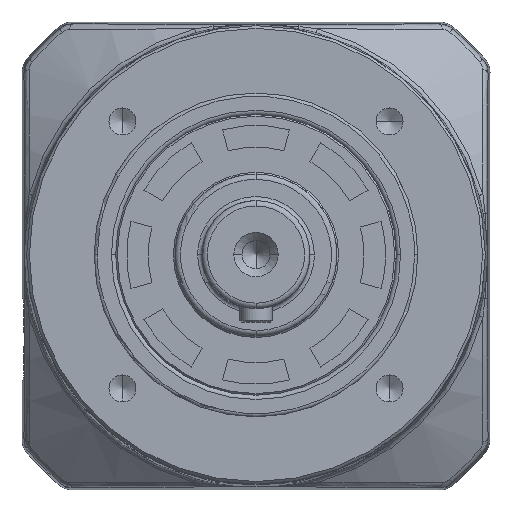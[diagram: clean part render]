
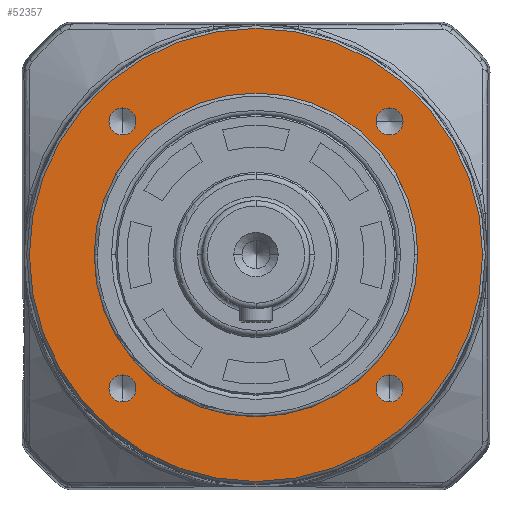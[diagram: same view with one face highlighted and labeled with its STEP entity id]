
A CAD part, top view. The second image highlights one B-rep face of the part: STEP entity #52357.
In plain terms, the highlighted planar face has unit normal (0, 0, 1).
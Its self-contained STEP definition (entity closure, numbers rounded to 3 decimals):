
#161 = VERTEX_POINT ( 'NONE', #15181 ) ;
#1967 = CIRCLE ( 'NONE', #49296, 2.5 ) ;
#2294 = FACE_BOUND ( 'NONE', #8590, .T. ) ;
#2530 = VERTEX_POINT ( 'NONE', #8389 ) ;
#3134 = AXIS2_PLACEMENT_3D ( 'NONE', #3274, #32639, #7506 ) ;
#3274 = CARTESIAN_POINT ( 'NONE',  ( 0., 0., 41.5 ) ) ;
#3356 = DIRECTION ( 'NONE',  ( -1., 0., 0. ) ) ;
#3512 = DIRECTION ( 'NONE',  ( 1., 0., 0. ) ) ;
#3619 = DIRECTION ( 'NONE',  ( 0., 0., -1. ) ) ;
#3796 = CARTESIAN_POINT ( 'NONE',  ( 24.749, 24.749, 41.5 ) ) ;
#4359 = ORIENTED_EDGE ( 'NONE', *, *, #41875, .T. ) ;
#4592 = CARTESIAN_POINT ( 'NONE',  ( 22.249, -24.749, 41.5 ) ) ;
#4782 = ORIENTED_EDGE ( 'NONE', *, *, #14979, .T. ) ;
#4979 = CARTESIAN_POINT ( 'NONE',  ( -30., 0., 41.5 ) ) ;
#5005 = CARTESIAN_POINT ( 'NONE',  ( -22.249, -24.749, 41.5 ) ) ;
#5263 = CARTESIAN_POINT ( 'NONE',  ( 42., 0., 41.5 ) ) ;
#6313 = EDGE_CURVE ( 'NONE', #2530, #8069, #35371, .T. ) ;
#6916 = ORIENTED_EDGE ( 'NONE', *, *, #54048, .F. ) ;
#7506 = DIRECTION ( 'NONE',  ( -1., 0., 0. ) ) ;
#7676 = CIRCLE ( 'NONE', #49616, 30. ) ;
#8069 = VERTEX_POINT ( 'NONE', #5005 ) ;
#8389 = CARTESIAN_POINT ( 'NONE',  ( -27.249, -24.749, 41.5 ) ) ;
#8569 = EDGE_CURVE ( 'NONE', #15051, #32194, #45119, .T. ) ;
#8590 = EDGE_LOOP ( 'NONE', ( #35936, #16901 ) ) ;
#9262 = EDGE_CURVE ( 'NONE', #26125, #11223, #41819, .T. ) ;
#9691 = ORIENTED_EDGE ( 'NONE', *, *, #50064, .T. ) ;
#11223 = VERTEX_POINT ( 'NONE', #4592 ) ;
#11392 = AXIS2_PLACEMENT_3D ( 'NONE', #15502, #15458, #15448 ) ;
#11862 = CIRCLE ( 'NONE', #54011, 2.5 ) ;
#12047 = DIRECTION ( 'NONE',  ( 0., 0., 1. ) ) ;
#12139 = FACE_BOUND ( 'NONE', #37376, .T. ) ;
#12199 = AXIS2_PLACEMENT_3D ( 'NONE', #24548, #12047, #41327 ) ;
#12458 = DIRECTION ( 'NONE',  ( 1., 0., 0. ) ) ;
#12471 = DIRECTION ( 'NONE',  ( 0., 0., -1. ) ) ;
#12521 = CARTESIAN_POINT ( 'NONE',  ( -24.749, -24.749, 41.5 ) ) ;
#13092 = EDGE_CURVE ( 'NONE', #161, #31852, #1967, .T. ) ;
#14636 = ORIENTED_EDGE ( 'NONE', *, *, #9262, .T. ) ;
#14979 = EDGE_CURVE ( 'NONE', #31852, #161, #36675, .T. ) ;
#15051 = VERTEX_POINT ( 'NONE', #44026 ) ;
#15130 = DIRECTION ( 'NONE',  ( 1., 0., 0. ) ) ;
#15180 = DIRECTION ( 'NONE',  ( 0., 0., -1. ) ) ;
#15181 = CARTESIAN_POINT ( 'NONE',  ( 22.249, 24.749, 41.5 ) ) ;
#15194 = CARTESIAN_POINT ( 'NONE',  ( -24.749, -24.749, 41.5 ) ) ;
#15246 = DIRECTION ( 'NONE',  ( 0., 0., -1. ) ) ;
#15448 = DIRECTION ( 'NONE',  ( 1., 0., 0. ) ) ;
#15458 = DIRECTION ( 'NONE',  ( 0., 0., -1. ) ) ;
#15465 = DIRECTION ( 'NONE',  ( 0., 0., -1. ) ) ;
#15502 = CARTESIAN_POINT ( 'NONE',  ( 24.749, -24.749, 41.5 ) ) ;
#15726 = EDGE_LOOP ( 'NONE', ( #9691, #19211 ) ) ;
#16901 = ORIENTED_EDGE ( 'NONE', *, *, #6313, .T. ) ;
#16982 = CARTESIAN_POINT ( 'NONE',  ( 30., 0., 41.5 ) ) ;
#18090 = DIRECTION ( 'NONE',  ( 0., 0., -1. ) ) ;
#18328 = AXIS2_PLACEMENT_3D ( 'NONE', #15194, #15180, #15130 ) ;
#19071 = EDGE_CURVE ( 'NONE', #8069, #2530, #35141, .T. ) ;
#19211 = ORIENTED_EDGE ( 'NONE', *, *, #8569, .T. ) ;
#19357 = CIRCLE ( 'NONE', #3134, 42. ) ;
#21304 = VERTEX_POINT ( 'NONE', #4979 ) ;
#22192 = VERTEX_POINT ( 'NONE', #16982 ) ;
#22431 = VERTEX_POINT ( 'NONE', #5263 ) ;
#22478 = AXIS2_PLACEMENT_3D ( 'NONE', #45514, #45467, #45455 ) ;
#23318 = FACE_OUTER_BOUND ( 'NONE', #29254, .T. ) ;
#24548 = CARTESIAN_POINT ( 'NONE',  ( 0., 0., 41.5 ) ) ;
#25025 = DIRECTION ( 'NONE',  ( 0., 0., -1. ) ) ;
#26125 = VERTEX_POINT ( 'NONE', #38609 ) ;
#27268 = CIRCLE ( 'NONE', #41301, 2.5 ) ;
#28115 = AXIS2_PLACEMENT_3D ( 'NONE', #53342, #28502, #3356 ) ;
#28502 = DIRECTION ( 'NONE',  ( 0., 0., -1. ) ) ;
#29254 = EDGE_LOOP ( 'NONE', ( #38458, #6916 ) ) ;
#29571 = AXIS2_PLACEMENT_3D ( 'NONE', #12521, #12471, #12458 ) ;
#29818 = CIRCLE ( 'NONE', #28115, 42. ) ;
#29994 = CARTESIAN_POINT ( 'NONE',  ( 27.249, 24.749, 41.5 ) ) ;
#31852 = VERTEX_POINT ( 'NONE', #29994 ) ;
#32194 = VERTEX_POINT ( 'NONE', #36335 ) ;
#32573 = CIRCLE ( 'NONE', #49300, 30. ) ;
#32639 = DIRECTION ( 'NONE',  ( 0., 0., -1. ) ) ;
#32951 = VERTEX_POINT ( 'NONE', #36206 ) ;
#34474 = FACE_BOUND ( 'NONE', #52912, .T. ) ;
#34718 = ORIENTED_EDGE ( 'NONE', *, *, #13092, .T. ) ;
#35141 = CIRCLE ( 'NONE', #18328, 2.5 ) ;
#35371 = CIRCLE ( 'NONE', #29571, 2.5 ) ;
#35936 = ORIENTED_EDGE ( 'NONE', *, *, #19071, .T. ) ;
#36206 = CARTESIAN_POINT ( 'NONE',  ( -42., 0., 41.5 ) ) ;
#36335 = CARTESIAN_POINT ( 'NONE',  ( -22.249, 24.749, 41.5 ) ) ;
#36675 = CIRCLE ( 'NONE', #22478, 2.5 ) ;
#37013 = AXIS2_PLACEMENT_3D ( 'NONE', #48159, #48104, #48093 ) ;
#37376 = EDGE_LOOP ( 'NONE', ( #4359, #40537 ) ) ;
#38458 = ORIENTED_EDGE ( 'NONE', *, *, #44975, .F. ) ;
#38609 = CARTESIAN_POINT ( 'NONE',  ( 27.249, -24.749, 41.5 ) ) ;
#40366 = CARTESIAN_POINT ( 'NONE',  ( 0., 0., 41.5 ) ) ;
#40537 = ORIENTED_EDGE ( 'NONE', *, *, #42752, .T. ) ;
#40563 = CARTESIAN_POINT ( 'NONE',  ( 0., 0., 41.5 ) ) ;
#41151 = PLANE ( 'NONE',  #12199 ) ;
#41301 = AXIS2_PLACEMENT_3D ( 'NONE', #43126, #18090, #47303 ) ;
#41327 = DIRECTION ( 'NONE',  ( 1., 0., 0. ) ) ;
#41819 = CIRCLE ( 'NONE', #11392, 2.5 ) ;
#41875 = EDGE_CURVE ( 'NONE', #22192, #21304, #7676, .T. ) ;
#42752 = EDGE_CURVE ( 'NONE', #21304, #22192, #32573, .T. ) ;
#43126 = CARTESIAN_POINT ( 'NONE',  ( 24.749, -24.749, 41.5 ) ) ;
#43918 = EDGE_LOOP ( 'NONE', ( #14636, #54188 ) ) ;
#44026 = CARTESIAN_POINT ( 'NONE',  ( -27.249, 24.749, 41.5 ) ) ;
#44560 = DIRECTION ( 'NONE',  ( 1., 0., 0. ) ) ;
#44762 = DIRECTION ( 'NONE',  ( 1., 0., 0. ) ) ;
#44975 = EDGE_CURVE ( 'NONE', #32951, #22431, #29818, .T. ) ;
#45119 = CIRCLE ( 'NONE', #37013, 2.5 ) ;
#45455 = DIRECTION ( 'NONE',  ( 1., 0., 0. ) ) ;
#45467 = DIRECTION ( 'NONE',  ( 0., 0., -1. ) ) ;
#45506 = FACE_BOUND ( 'NONE', #15726, .T. ) ;
#45514 = CARTESIAN_POINT ( 'NONE',  ( 24.749, 24.749, 41.5 ) ) ;
#47303 = DIRECTION ( 'NONE',  ( 1., 0., 0. ) ) ;
#48075 = FACE_BOUND ( 'NONE', #43918, .T. ) ;
#48093 = DIRECTION ( 'NONE',  ( 1., 0., 0. ) ) ;
#48104 = DIRECTION ( 'NONE',  ( 0., 0., -1. ) ) ;
#48159 = CARTESIAN_POINT ( 'NONE',  ( -24.749, 24.749, 41.5 ) ) ;
#49296 = AXIS2_PLACEMENT_3D ( 'NONE', #3796, #3619, #3512 ) ;
#49300 = AXIS2_PLACEMENT_3D ( 'NONE', #40366, #15246, #44560 ) ;
#49616 = AXIS2_PLACEMENT_3D ( 'NONE', #40563, #15465, #44762 ) ;
#49957 = CARTESIAN_POINT ( 'NONE',  ( -24.749, 24.749, 41.5 ) ) ;
#50064 = EDGE_CURVE ( 'NONE', #32194, #15051, #11862, .T. ) ;
#52158 = EDGE_CURVE ( 'NONE', #11223, #26125, #27268, .T. ) ;
#52357 = ADVANCED_FACE ( 'NONE', ( #45506, #2294, #48075, #34474, #23318, #12139 ), #41151, .T. ) ;
#52912 = EDGE_LOOP ( 'NONE', ( #4782, #34718 ) ) ;
#53342 = CARTESIAN_POINT ( 'NONE',  ( 0., 0., 41.5 ) ) ;
#54011 = AXIS2_PLACEMENT_3D ( 'NONE', #49957, #25025, #54053 ) ;
#54048 = EDGE_CURVE ( 'NONE', #22431, #32951, #19357, .T. ) ;
#54053 = DIRECTION ( 'NONE',  ( 1., 0., 0. ) ) ;
#54188 = ORIENTED_EDGE ( 'NONE', *, *, #52158, .T. ) ;
